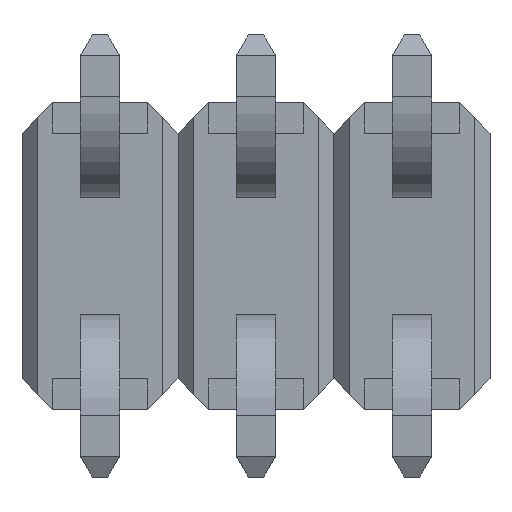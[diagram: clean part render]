
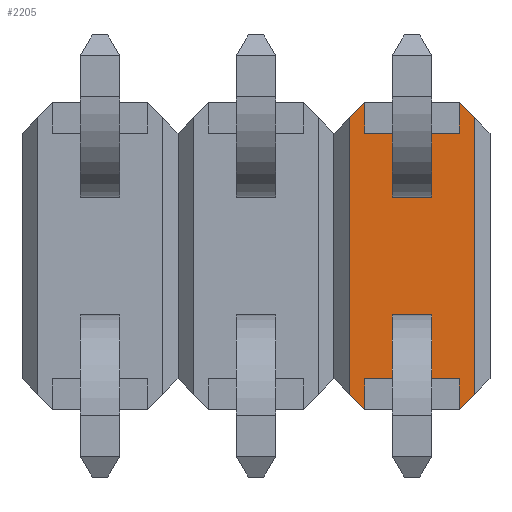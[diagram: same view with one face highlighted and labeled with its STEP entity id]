
A CAD part, front view. The second image highlights one B-rep face of the part: STEP entity #2205.
In plain terms, the highlighted planar face has unit normal (0, -1, 0).
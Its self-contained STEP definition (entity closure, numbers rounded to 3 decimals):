
#348=DIRECTION('',(-0.707,0.,-0.707));
#349=VECTOR('',#348,0.354);
#350=CARTESIAN_POINT('',(8.64,-1.94,-2.25));
#351=LINE('',#350,#349);
#376=DIRECTION('',(0.,0.,-1.));
#377=VECTOR('',#376,0.5);
#378=CARTESIAN_POINT('',(8.39,-1.94,2.5));
#379=LINE('',#378,#377);
#383=DIRECTION('',(0.,0.,-1.));
#384=VECTOR('',#383,0.5);
#385=CARTESIAN_POINT('',(8.39,-1.94,-2.));
#386=LINE('',#385,#384);
#390=DIRECTION('',(1.,0.,0.));
#391=VECTOR('',#390,1.54);
#392=CARTESIAN_POINT('',(6.85,-1.94,-2.));
#393=LINE('',#392,#391);
#397=DIRECTION('',(0.,0.,1.));
#398=VECTOR('',#397,0.5);
#399=CARTESIAN_POINT('',(6.85,-1.94,-2.5));
#400=LINE('',#399,#398);
#404=DIRECTION('',(0.,0.,1.));
#405=VECTOR('',#404,0.5);
#406=CARTESIAN_POINT('',(6.85,-1.94,2.));
#407=LINE('',#406,#405);
#411=DIRECTION('',(-1.,0.,0.));
#412=VECTOR('',#411,1.54);
#413=CARTESIAN_POINT('',(8.39,-1.94,2.));
#414=LINE('',#413,#412);
#418=DIRECTION('',(1.,0.,0.));
#419=VECTOR('',#418,0.64);
#420=CARTESIAN_POINT('',(7.3,-1.94,1.59));
#421=LINE('',#420,#419);
#425=DIRECTION('',(0.,0.,1.));
#426=VECTOR('',#425,0.64);
#427=CARTESIAN_POINT('',(7.3,-1.94,0.95));
#428=LINE('',#427,#426);
#432=DIRECTION('',(-1.,0.,0.));
#433=VECTOR('',#432,0.64);
#434=CARTESIAN_POINT('',(7.94,-1.94,0.95));
#435=LINE('',#434,#433);
#439=DIRECTION('',(0.,0.,-1.));
#440=VECTOR('',#439,0.64);
#441=CARTESIAN_POINT('',(7.94,-1.94,1.59));
#442=LINE('',#441,#440);
#446=DIRECTION('',(0.,0.,-1.));
#447=VECTOR('',#446,0.64);
#448=CARTESIAN_POINT('',(7.94,-1.94,-0.95));
#449=LINE('',#448,#447);
#453=DIRECTION('',(1.,0.,0.));
#454=VECTOR('',#453,0.64);
#455=CARTESIAN_POINT('',(7.3,-1.94,-0.95));
#456=LINE('',#455,#454);
#460=DIRECTION('',(0.,0.,1.));
#461=VECTOR('',#460,0.64);
#462=CARTESIAN_POINT('',(7.3,-1.94,-1.59));
#463=LINE('',#462,#461);
#467=DIRECTION('',(-1.,0.,0.));
#468=VECTOR('',#467,0.64);
#469=CARTESIAN_POINT('',(7.94,-1.94,-1.59));
#470=LINE('',#469,#468);
#586=DIRECTION('',(-0.707,0.,0.707));
#587=VECTOR('',#586,0.354);
#588=CARTESIAN_POINT('',(6.85,-1.94,-2.5));
#589=LINE('',#588,#587);
#1391=DIRECTION('',(0.707,0.,0.707));
#1392=VECTOR('',#1391,0.354);
#1393=CARTESIAN_POINT('',(6.6,-1.94,2.25));
#1394=LINE('',#1393,#1392);
#1433=DIRECTION('',(0.,0.,-1.));
#1434=VECTOR('',#1433,4.5);
#1435=CARTESIAN_POINT('',(6.6,-1.94,2.25));
#1436=LINE('',#1435,#1434);
#1524=DIRECTION('',(0.707,0.,-0.707));
#1525=VECTOR('',#1524,0.354);
#1526=CARTESIAN_POINT('',(8.39,-1.94,2.5));
#1527=LINE('',#1526,#1525);
#1566=DIRECTION('',(0.,0.,1.));
#1567=VECTOR('',#1566,4.5);
#1568=CARTESIAN_POINT('',(8.64,-1.94,-2.25));
#1569=LINE('',#1568,#1567);
#1788=CARTESIAN_POINT('',(8.39,-1.94,2.));
#1789=CARTESIAN_POINT('',(6.85,-1.94,2.));
#1790=VERTEX_POINT('',#1788);
#1791=VERTEX_POINT('',#1789);
#1792=CARTESIAN_POINT('',(6.85,-1.94,-2.));
#1793=CARTESIAN_POINT('',(8.39,-1.94,-2.));
#1794=VERTEX_POINT('',#1792);
#1795=VERTEX_POINT('',#1793);
#1796=CARTESIAN_POINT('',(8.39,-1.94,2.5));
#1797=VERTEX_POINT('',#1796);
#1798=CARTESIAN_POINT('',(6.85,-1.94,2.5));
#1799=VERTEX_POINT('',#1798);
#1800=CARTESIAN_POINT('',(6.85,-1.94,-2.5));
#1801=VERTEX_POINT('',#1800);
#1802=CARTESIAN_POINT('',(8.39,-1.94,-2.5));
#1803=VERTEX_POINT('',#1802);
#1813=CARTESIAN_POINT('',(7.3,-1.94,1.59));
#1815=VERTEX_POINT('',#1813);
#1817=CARTESIAN_POINT('',(7.94,-1.94,1.59));
#1819=VERTEX_POINT('',#1817);
#1821=CARTESIAN_POINT('',(7.94,-1.94,0.95));
#1823=VERTEX_POINT('',#1821);
#1825=CARTESIAN_POINT('',(7.3,-1.94,0.95));
#1827=VERTEX_POINT('',#1825);
#1829=CARTESIAN_POINT('',(7.94,-1.94,-0.95));
#1831=VERTEX_POINT('',#1829);
#1833=CARTESIAN_POINT('',(7.94,-1.94,-1.59));
#1835=VERTEX_POINT('',#1833);
#1837=CARTESIAN_POINT('',(7.3,-1.94,-1.59));
#1839=VERTEX_POINT('',#1837);
#1841=CARTESIAN_POINT('',(7.3,-1.94,-0.95));
#1843=VERTEX_POINT('',#1841);
#1920=CARTESIAN_POINT('',(8.64,-1.94,-2.25));
#1921=CARTESIAN_POINT('',(8.64,-1.94,2.25));
#1922=VERTEX_POINT('',#1920);
#1923=VERTEX_POINT('',#1921);
#1928=CARTESIAN_POINT('',(6.6,-1.94,2.25));
#1929=CARTESIAN_POINT('',(6.6,-1.94,-2.25));
#1930=VERTEX_POINT('',#1928);
#1931=VERTEX_POINT('',#1929);
#2155=CARTESIAN_POINT('',(0.,-1.94,0.));
#2156=DIRECTION('',(0.,-1.,0.));
#2157=DIRECTION('',(0.,0.,-1.));
#2158=AXIS2_PLACEMENT_3D('',#2155,#2156,#2157);
#2159=PLANE('',#2158);
#2161=ORIENTED_EDGE('',*,*,#2160,.F.);
#2163=ORIENTED_EDGE('',*,*,#2162,.T.);
#2165=ORIENTED_EDGE('',*,*,#2164,.F.);
#2166=ORIENTED_EDGE('',*,*,#2142,.T.);
#2168=ORIENTED_EDGE('',*,*,#2167,.F.);
#2170=ORIENTED_EDGE('',*,*,#2169,.F.);
#2172=ORIENTED_EDGE('',*,*,#2171,.F.);
#2174=ORIENTED_EDGE('',*,*,#2173,.T.);
#2176=ORIENTED_EDGE('',*,*,#2175,.F.);
#2178=ORIENTED_EDGE('',*,*,#2177,.T.);
#2180=ORIENTED_EDGE('',*,*,#2179,.F.);
#2182=ORIENTED_EDGE('',*,*,#2181,.F.);
#2183=EDGE_LOOP('',(#2161,#2163,#2165,#2166,#2168,#2170,#2172,#2174,#2176,#2178,
#2180,#2182));
#2184=FACE_OUTER_BOUND('',#2183,.F.);
#2186=ORIENTED_EDGE('',*,*,#2185,.F.);
#2188=ORIENTED_EDGE('',*,*,#2187,.F.);
#2190=ORIENTED_EDGE('',*,*,#2189,.F.);
#2192=ORIENTED_EDGE('',*,*,#2191,.F.);
#2193=EDGE_LOOP('',(#2186,#2188,#2190,#2192));
#2194=FACE_BOUND('',#2193,.F.);
#2196=ORIENTED_EDGE('',*,*,#2195,.F.);
#2198=ORIENTED_EDGE('',*,*,#2197,.F.);
#2200=ORIENTED_EDGE('',*,*,#2199,.F.);
#2202=ORIENTED_EDGE('',*,*,#2201,.F.);
#2203=EDGE_LOOP('',(#2196,#2198,#2200,#2202));
#2204=FACE_BOUND('',#2203,.F.);
#2205=ADVANCED_FACE('',(#2184,#2194,#2204),#2159,.T.);
#2142=EDGE_CURVE('',#1922,#1803,#351,.T.);
#2160=EDGE_CURVE('',#1797,#1790,#379,.T.);
#2162=EDGE_CURVE('',#1797,#1923,#1527,.T.);
#2164=EDGE_CURVE('',#1922,#1923,#1569,.T.);
#2167=EDGE_CURVE('',#1795,#1803,#386,.T.);
#2169=EDGE_CURVE('',#1794,#1795,#393,.T.);
#2171=EDGE_CURVE('',#1801,#1794,#400,.T.);
#2173=EDGE_CURVE('',#1801,#1931,#589,.T.);
#2175=EDGE_CURVE('',#1930,#1931,#1436,.T.);
#2177=EDGE_CURVE('',#1930,#1799,#1394,.T.);
#2179=EDGE_CURVE('',#1791,#1799,#407,.T.);
#2181=EDGE_CURVE('',#1790,#1791,#414,.T.);
#2185=EDGE_CURVE('',#1815,#1819,#421,.T.);
#2187=EDGE_CURVE('',#1827,#1815,#428,.T.);
#2189=EDGE_CURVE('',#1823,#1827,#435,.T.);
#2191=EDGE_CURVE('',#1819,#1823,#442,.T.);
#2195=EDGE_CURVE('',#1831,#1835,#449,.T.);
#2197=EDGE_CURVE('',#1843,#1831,#456,.T.);
#2199=EDGE_CURVE('',#1839,#1843,#463,.T.);
#2201=EDGE_CURVE('',#1835,#1839,#470,.T.);
